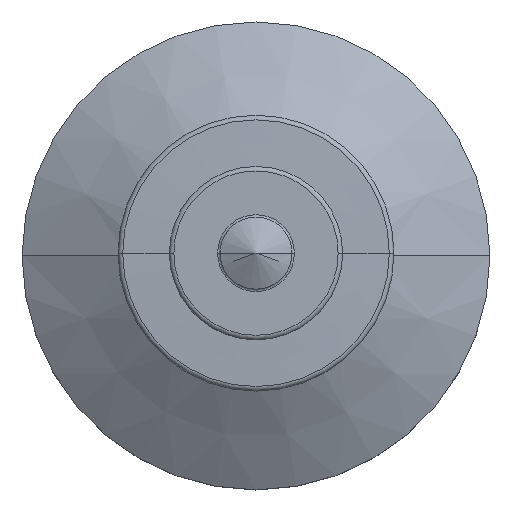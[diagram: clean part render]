
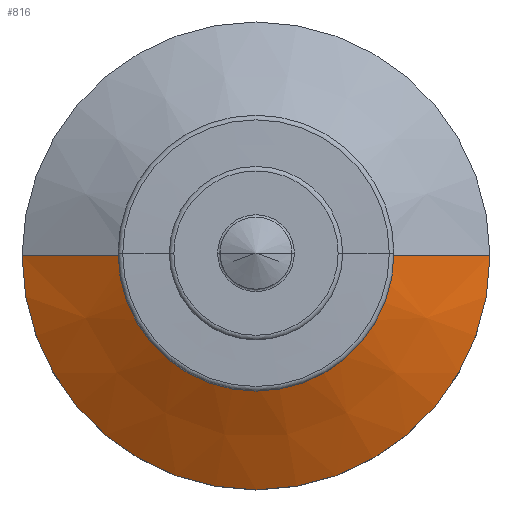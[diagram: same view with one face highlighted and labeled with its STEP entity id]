
A CAD part, top view. The second image highlights one B-rep face of the part: STEP entity #816.
In plain terms, the highlighted conical face has half-angle 60 degrees and reference radius 10.75 mm.
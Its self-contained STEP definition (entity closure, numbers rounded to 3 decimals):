
#14 = VERTEX_POINT ( 'NONE', #715 ) ;
#59 = CARTESIAN_POINT ( 'NONE',  ( 10.75, 0., 13.052 ) ) ;
#146 = DIRECTION ( 'NONE',  ( 0., 0., 1. ) ) ;
#357 = ORIENTED_EDGE ( 'NONE', *, *, #1436, .T. ) ;
#456 = CARTESIAN_POINT ( 'NONE',  ( 10.75, 0., 13.052 ) ) ;
#488 = EDGE_LOOP ( 'NONE', ( #1018, #1709, #357, #697 ) ) ;
#489 = CONICAL_SURFACE ( 'NONE', #962, 10.75, 1.047 ) ;
#552 = VERTEX_POINT ( 'NONE', #1553 ) ;
#564 = DIRECTION ( 'NONE',  ( 1., 0., 0. ) ) ;
#566 = VERTEX_POINT ( 'NONE', #1617 ) ;
#568 = CARTESIAN_POINT ( 'NONE',  ( 0., 0., 8. ) ) ;
#587 = DIRECTION ( 'NONE',  ( 0.866, 0., -0.5 ) ) ;
#670 = VECTOR ( 'NONE', #587, 1000. ) ;
#697 = ORIENTED_EDGE ( 'NONE', *, *, #1651, .T. ) ;
#707 = LINE ( 'NONE', #456, #670 ) ;
#715 = CARTESIAN_POINT ( 'NONE',  ( -19.5, 0., 8. ) ) ;
#745 = CIRCLE ( 'NONE', #1676, 19.5 ) ;
#816 = ADVANCED_FACE ( 'NONE', ( #872 ), #489, .T. ) ;
#839 = DIRECTION ( 'NONE',  ( -0.866, 0., -0.5 ) ) ;
#872 = FACE_OUTER_BOUND ( 'NONE', #488, .T. ) ;
#962 = AXIS2_PLACEMENT_3D ( 'NONE', #1582, #1564, #1593 ) ;
#1018 = ORIENTED_EDGE ( 'NONE', *, *, #1544, .F. ) ;
#1109 = CIRCLE ( 'NONE', #1478, 10.75 ) ;
#1123 = VECTOR ( 'NONE', #839, 1000. ) ;
#1139 = EDGE_CURVE ( 'NONE', #566, #1374, #1109, .T. ) ;
#1343 = DIRECTION ( 'NONE',  ( 1., 0., 0. ) ) ;
#1350 = DIRECTION ( 'NONE',  ( 0., 0., 1. ) ) ;
#1374 = VERTEX_POINT ( 'NONE', #59 ) ;
#1436 = EDGE_CURVE ( 'NONE', #566, #14, #1455, .T. ) ;
#1442 = CARTESIAN_POINT ( 'NONE',  ( 0., 0., 13.052 ) ) ;
#1455 = LINE ( 'NONE', #1646, #1123 ) ;
#1478 = AXIS2_PLACEMENT_3D ( 'NONE', #1442, #1350, #1343 ) ;
#1544 = EDGE_CURVE ( 'NONE', #1374, #552, #707, .T. ) ;
#1553 = CARTESIAN_POINT ( 'NONE',  ( 19.5, 0., 8. ) ) ;
#1564 = DIRECTION ( 'NONE',  ( 0., 0., -1. ) ) ;
#1582 = CARTESIAN_POINT ( 'NONE',  ( 0., 0., 13.052 ) ) ;
#1593 = DIRECTION ( 'NONE',  ( -1., 0., 0. ) ) ;
#1617 = CARTESIAN_POINT ( 'NONE',  ( -10.75, 0., 13.052 ) ) ;
#1646 = CARTESIAN_POINT ( 'NONE',  ( -10.75, 0., 13.052 ) ) ;
#1651 = EDGE_CURVE ( 'NONE', #14, #552, #745, .T. ) ;
#1676 = AXIS2_PLACEMENT_3D ( 'NONE', #568, #146, #564 ) ;
#1709 = ORIENTED_EDGE ( 'NONE', *, *, #1139, .F. ) ;
